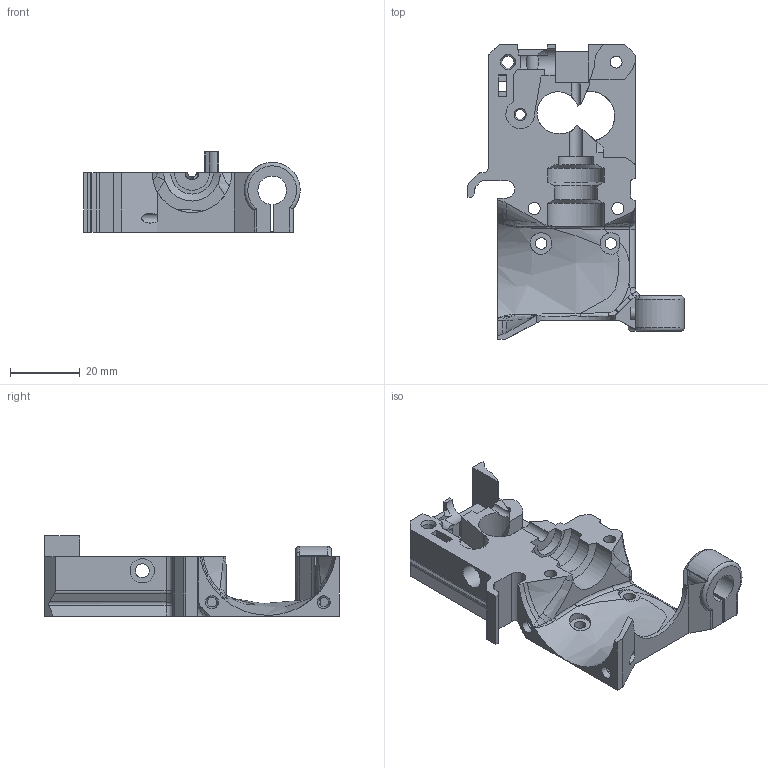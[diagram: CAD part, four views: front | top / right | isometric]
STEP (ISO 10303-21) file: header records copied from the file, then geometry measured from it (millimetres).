
FILE_DESCRIPTION(/* description */ (''),/* implementation_level */ '2;1');
FILE_NAME(/* name */ 'extruder-body.stp',/* time_stamp */ '2019-02-11T12:37:02+01:00',/* author */ ('PR'),/* organization */ (''),/* preprocessor_version */ 'ST-DEVELOPER v17',/* originating_system */ 'Autodesk Inventor 2019',/* authorisation */ '');
FILE_SCHEMA (('AUTOMOTIVE_DESIGN { 1 0 10303 214 3 1 1 }'));
Length unit declared in the file: millimetre
Products named in the file (1): x4-extruder-body (1)
Bounding box: 62 x 84.5 x 23 mm (x, y, z)
Volume: 27312.1 mm3; surface area: 15076.8 mm2
Topology: 1 solids, 1 shells, 350 faces, 974 edges, 630 vertices
Faces by surface type: plane 212, cylinder 66, bspline 51, cone 14, torus 6, sphere 1
Full cylindrical faces by diameter (mm): 1.7 x1, 2.2 x1, 2.8 x3, 3.3 x2, 3.4 x5, 3.5 x3, 4 x1, 6.2 x2, 7 x1
Entity records: 12706 total; most frequent: CARTESIAN_POINT 3884, ORIENTED_EDGE 1942, DIRECTION 1656, EDGE_CURVE 971, VERTEX_POINT 630, LINE 620, VECTOR 620, AXIS2_PLACEMENT_3D 518
